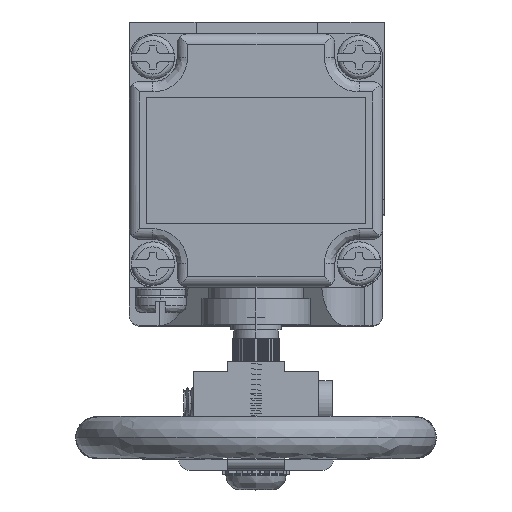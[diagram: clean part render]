
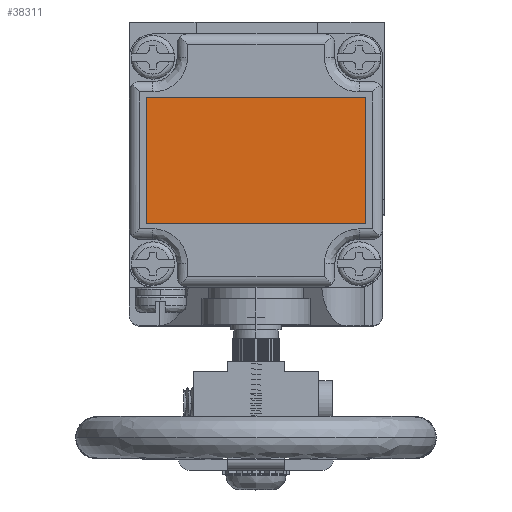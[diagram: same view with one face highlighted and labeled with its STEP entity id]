
A CAD part, top view. The second image highlights one B-rep face of the part: STEP entity #38311.
In plain terms, the highlighted planar face has unit normal (0, 0, 1).
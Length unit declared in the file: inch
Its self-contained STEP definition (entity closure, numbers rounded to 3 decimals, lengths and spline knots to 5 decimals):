
#16769 = EDGE_LOOP ( 'NONE', ( #15995, #13840, #11176, #8526 ) ) ;
#1749 = FACE_OUTER_BOUND ( 'NONE', #16769, .T. ) ;
#1750 = PLANE ( 'NONE',  #1751 ) ;
#1751 = AXIS2_PLACEMENT_3D ( 'NONE', #1752, #1753, #1754 ) ;
#1752 = CARTESIAN_POINT ( 'NONE',  ( -1.97067, 1.2787, 2.06581 ) ) ;
#1753 = DIRECTION ( 'NONE',  ( 0., 0., -1. ) ) ;
#1754 = DIRECTION ( 'NONE',  ( 0., 1., 0. ) ) ;
#36094 = CARTESIAN_POINT ( 'NONE',  ( -2.62567, 1.6537, 2.06581 ) ) ;
#3541 = CARTESIAN_POINT ( 'NONE',  ( -1.31567, 0.9037, 2.06581 ) ) ;
#4186 = CARTESIAN_POINT ( 'NONE',  ( -2.62567, 0.9037, 2.06581 ) ) ;
#37023 = LINE ( 'NONE', #37024, #37025 ) ;
#37024 = CARTESIAN_POINT ( 'NONE',  ( -1.31567, 1.6537, 2.06581 ) ) ;
#37025 = VECTOR ( 'NONE', #37026, 39.37008 ) ;
#37026 = DIRECTION ( 'NONE',  ( -1., 0., 0. ) ) ;
#5062 = LINE ( 'NONE', #5063, #5064 ) ;
#5063 = CARTESIAN_POINT ( 'NONE',  ( -2.62567, 0.9037, 2.06581 ) ) ;
#5064 = VECTOR ( 'NONE', #5065, 39.37008 ) ;
#5065 = DIRECTION ( 'NONE',  ( 1., 0., 0. ) ) ;
#38311 = ADVANCED_FACE ( 'NONE', ( #1749 ), #1750, .F. ) ;
#7633 = EDGE_CURVE ( 'NONE', #9762, #15089, #32442, .T. ) ;
#40559 = CARTESIAN_POINT ( 'NONE',  ( -1.31567, 1.6537, 2.06581 ) ) ;
#8526 = ORIENTED_EDGE ( 'NONE', *, *, #7633, .T. ) ;
#41785 = LINE ( 'NONE', #41786, #41787 ) ;
#41786 = CARTESIAN_POINT ( 'NONE',  ( -1.31567, 0.9037, 2.06581 ) ) ;
#41787 = VECTOR ( 'NONE', #41788, 39.37008 ) ;
#41788 = DIRECTION ( 'NONE',  ( 0., 1., 0. ) ) ;
#9762 = VERTEX_POINT ( 'NONE', #36094 ) ;
#10288 = EDGE_CURVE ( 'NONE', #12428, #9762, #37023, .T. ) ;
#11176 = ORIENTED_EDGE ( 'NONE', *, *, #10288, .T. ) ;
#12428 = VERTEX_POINT ( 'NONE', #40559 ) ;
#12954 = EDGE_CURVE ( 'NONE', #14765, #12428, #41785, .T. ) ;
#13840 = ORIENTED_EDGE ( 'NONE', *, *, #12954, .T. ) ;
#14765 = VERTEX_POINT ( 'NONE', #3541 ) ;
#15089 = VERTEX_POINT ( 'NONE', #4186 ) ;
#15436 = EDGE_CURVE ( 'NONE', #15089, #14765, #5062, .T. ) ;
#15995 = ORIENTED_EDGE ( 'NONE', *, *, #15436, .T. ) ;
#32442 = LINE ( 'NONE', #32443, #32444 ) ;
#32443 = CARTESIAN_POINT ( 'NONE',  ( -2.62567, 1.6537, 2.06581 ) ) ;
#32444 = VECTOR ( 'NONE', #32445, 39.37008 ) ;
#32445 = DIRECTION ( 'NONE',  ( 0., -1., 0. ) ) ;
